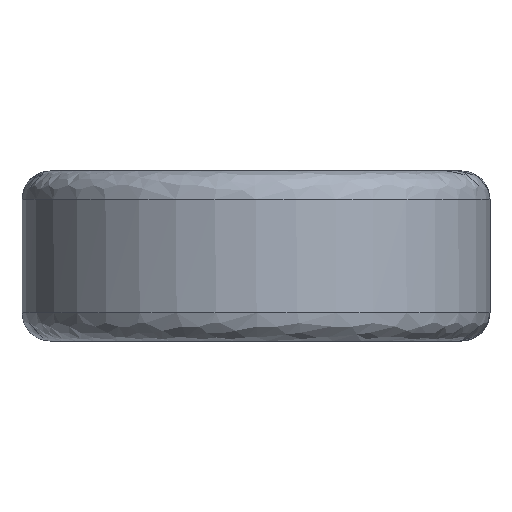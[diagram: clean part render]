
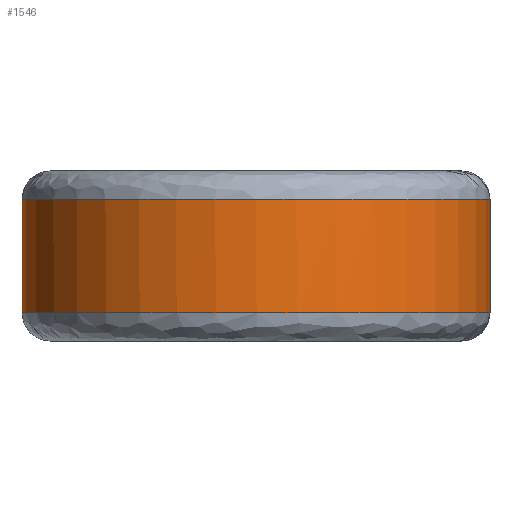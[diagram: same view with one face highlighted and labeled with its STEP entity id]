
A CAD part, front view. The second image highlights one B-rep face of the part: STEP entity #1546.
In plain terms, the highlighted cylindrical face has radius 8.25 mm (diameter 16.5 mm), a partial arc.
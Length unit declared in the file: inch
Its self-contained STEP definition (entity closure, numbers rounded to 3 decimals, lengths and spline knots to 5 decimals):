
#9 = DIRECTION ( 'NONE',  ( -1., 0.004, 0. ) ) ;
#29 = DIRECTION ( 'NONE',  ( 0., 0., 1. ) ) ;
#36 = CARTESIAN_POINT ( 'NONE',  ( -0.3248, 0., 0. ) ) ;
#69 = CARTESIAN_POINT ( 'NONE',  ( 0., 0., 0.19685 ) ) ;
#119 = CARTESIAN_POINT ( 'NONE',  ( -0.3248, -0.00163, 0.03937 ) ) ;
#144 = CARTESIAN_POINT ( 'NONE',  ( -0.3248, 0., 0.03937 ) ) ;
#159 = DIRECTION ( 'NONE',  ( 0., 0., 1. ) ) ;
#245 = VERTEX_POINT ( 'NONE', #119 ) ;
#272 = AXIS2_PLACEMENT_3D ( 'NONE', #976, #1595, #820 ) ;
#285 = DIRECTION ( 'NONE',  ( 0., 0., 1. ) ) ;
#325 = AXIS2_PLACEMENT_3D ( 'NONE', #69, #1187, #1943 ) ;
#326 = CYLINDRICAL_SURFACE ( 'NONE', #762, 0.3248 ) ;
#340 = AXIS2_PLACEMENT_3D ( 'NONE', #365, #29, #9 ) ;
#362 = DIRECTION ( 'NONE',  ( 0., 0., 1. ) ) ;
#365 = CARTESIAN_POINT ( 'NONE',  ( 0., 0., 0.19685 ) ) ;
#391 = CARTESIAN_POINT ( 'NONE',  ( 0.3248, -0.00115, 0.19685 ) ) ;
#480 = ORIENTED_EDGE ( 'NONE', *, *, #734, .F. ) ;
#587 = LINE ( 'NONE', #1822, #1328 ) ;
#610 = CARTESIAN_POINT ( 'NONE',  ( 0., 0., 0.03937 ) ) ;
#611 = VECTOR ( 'NONE', #362, 39.37008 ) ;
#665 = LINE ( 'NONE', #36, #611 ) ;
#723 = ORIENTED_EDGE ( 'NONE', *, *, #807, .T. ) ;
#734 = EDGE_CURVE ( 'NONE', #1834, #759, #1232, .T. ) ;
#759 = VERTEX_POINT ( 'NONE', #1690 ) ;
#762 = AXIS2_PLACEMENT_3D ( 'NONE', #1688, #159, #1839 ) ;
#803 = ORIENTED_EDGE ( 'NONE', *, *, #1758, .T. ) ;
#807 = EDGE_CURVE ( 'NONE', #1456, #759, #587, .T. ) ;
#820 = DIRECTION ( 'NONE',  ( 1., 0., 0. ) ) ;
#857 = ORIENTED_EDGE ( 'NONE', *, *, #1012, .T. ) ;
#926 = CARTESIAN_POINT ( 'NONE',  ( 0.3248, 0., 0.03937 ) ) ;
#970 = ORIENTED_EDGE ( 'NONE', *, *, #1866, .F. ) ;
#976 = CARTESIAN_POINT ( 'NONE',  ( 0., 0., 0.03937 ) ) ;
#1012 = EDGE_CURVE ( 'NONE', #245, #1456, #1163, .T. ) ;
#1043 = VERTEX_POINT ( 'NONE', #1604 ) ;
#1079 = FACE_OUTER_BOUND ( 'NONE', #1815, .T. ) ;
#1163 = CIRCLE ( 'NONE', #272, 0.3248 ) ;
#1187 = DIRECTION ( 'NONE',  ( 0., 0., 1. ) ) ;
#1228 = CIRCLE ( 'NONE', #1395, 0.3248 ) ;
#1232 = CIRCLE ( 'NONE', #340, 0.3248 ) ;
#1328 = VECTOR ( 'NONE', #285, 39.37008 ) ;
#1395 = AXIS2_PLACEMENT_3D ( 'NONE', #610, #1429, #1874 ) ;
#1429 = DIRECTION ( 'NONE',  ( 0., 0., 1. ) ) ;
#1456 = VERTEX_POINT ( 'NONE', #926 ) ;
#1546 = ADVANCED_FACE ( 'NONE', ( #1079 ), #326, .T. ) ;
#1595 = DIRECTION ( 'NONE',  ( 0., 0., 1. ) ) ;
#1604 = CARTESIAN_POINT ( 'NONE',  ( -0.3248, 0., 0.19685 ) ) ;
#1683 = VERTEX_POINT ( 'NONE', #144 ) ;
#1688 = CARTESIAN_POINT ( 'NONE',  ( 0., 0., 0. ) ) ;
#1690 = CARTESIAN_POINT ( 'NONE',  ( 0.3248, 0., 0.19685 ) ) ;
#1697 = CIRCLE ( 'NONE', #325, 0.3248 ) ;
#1758 = EDGE_CURVE ( 'NONE', #1683, #245, #1228, .T. ) ;
#1773 = ORIENTED_EDGE ( 'NONE', *, *, #1906, .F. ) ;
#1815 = EDGE_LOOP ( 'NONE', ( #1773, #803, #857, #723, #480, #970 ) ) ;
#1822 = CARTESIAN_POINT ( 'NONE',  ( 0.3248, 0., 0. ) ) ;
#1834 = VERTEX_POINT ( 'NONE', #391 ) ;
#1839 = DIRECTION ( 'NONE',  ( 1., 0., 0. ) ) ;
#1866 = EDGE_CURVE ( 'NONE', #1043, #1834, #1697, .T. ) ;
#1874 = DIRECTION ( 'NONE',  ( 1., 0., 0. ) ) ;
#1906 = EDGE_CURVE ( 'NONE', #1683, #1043, #665, .T. ) ;
#1943 = DIRECTION ( 'NONE',  ( -1., 0.004, 0. ) ) ;
